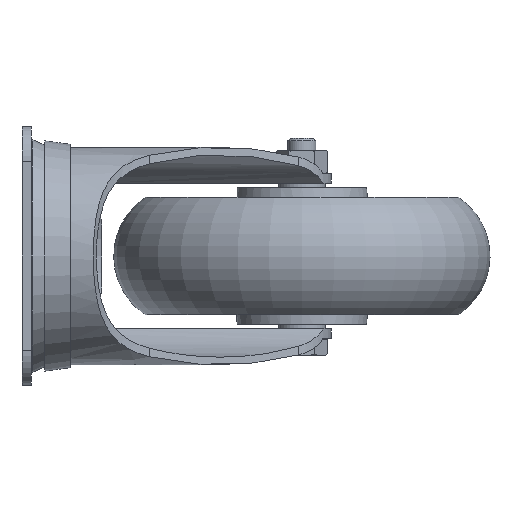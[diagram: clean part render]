
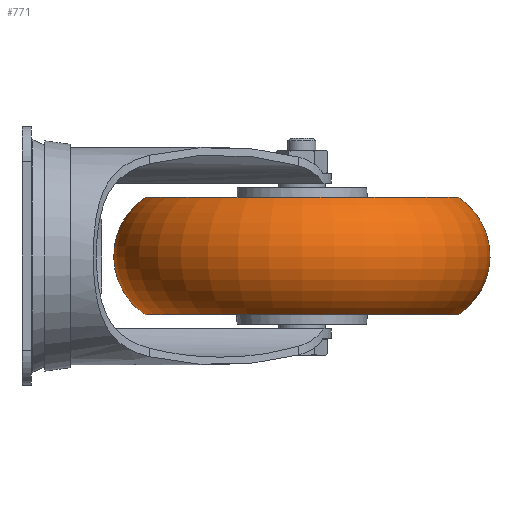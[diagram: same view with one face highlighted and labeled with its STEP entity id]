
A CAD part, left-side view. The second image highlights one B-rep face of the part: STEP entity #771.
In plain terms, the highlighted toroidal (fillet/blend) face has major radius 50 mm and minor radius 30 mm.
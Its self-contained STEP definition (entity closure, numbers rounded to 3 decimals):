
#771 = ADVANCED_FACE( '', ( #1618, #1619, #1620 ), #1621, .T. );
#1618 = FACE_BOUND( '', #2621, .T. );
#1619 = FACE_OUTER_BOUND( '', #2622, .T. );
#1620 = FACE_OUTER_BOUND( '', #2623, .T. );
#1621 = TOROIDAL_SURFACE( '', #2624, 50., 30. );
#2621 = VERTEX_LOOP( '', #4492 );
#2622 = EDGE_LOOP( '', ( #4493 ) );
#2623 = EDGE_LOOP( '', ( #4494 ) );
#2624 = AXIS2_PLACEMENT_3D( '', #4495, #4496, #4497 );
#4492 = VERTEX_POINT( '', #6389 );
#4493 = ORIENTED_EDGE( '', *, *, #6390, .T. );
#4494 = ORIENTED_EDGE( '', *, *, #6391, .F. );
#4495 = CARTESIAN_POINT( '', ( 0., 0., 0. ) );
#4496 = DIRECTION( '', ( 0., 0., 1. ) );
#4497 = DIRECTION( '', ( 1., 0., 0. ) );
#6389 = CARTESIAN_POINT( '', ( 80., 0., 0. ) );
#6390 = EDGE_CURVE( '', #7774, #7774, #7775, .T. );
#6391 = EDGE_CURVE( '', #7776, #7776, #7777, .T. );
#7774 = VERTEX_POINT( '', #9892 );
#7775 = CIRCLE( '', #9893, 66.583 );
#7776 = VERTEX_POINT( '', #9894 );
#7777 = CIRCLE( '', #9895, 66.583 );
#9892 = CARTESIAN_POINT( '', ( 66.583, 0., -25. ) );
#9893 = AXIS2_PLACEMENT_3D( '', #11333, #11334, #11335 );
#9894 = CARTESIAN_POINT( '', ( 66.583, 0., 25. ) );
#9895 = AXIS2_PLACEMENT_3D( '', #11336, #11337, #11338 );
#11333 = CARTESIAN_POINT( '', ( 0., 0., -25. ) );
#11334 = DIRECTION( '', ( 0., 0., 1. ) );
#11335 = DIRECTION( '', ( 1., 0., 0. ) );
#11336 = CARTESIAN_POINT( '', ( 0., 0., 25. ) );
#11337 = DIRECTION( '', ( 0., 0., 1. ) );
#11338 = DIRECTION( '', ( 1., 0., 0. ) );
